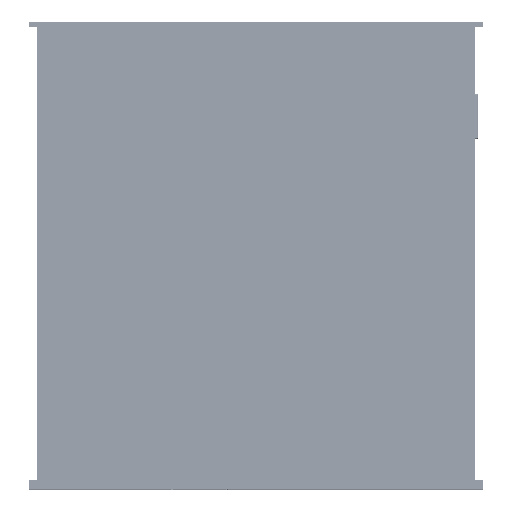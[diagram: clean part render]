
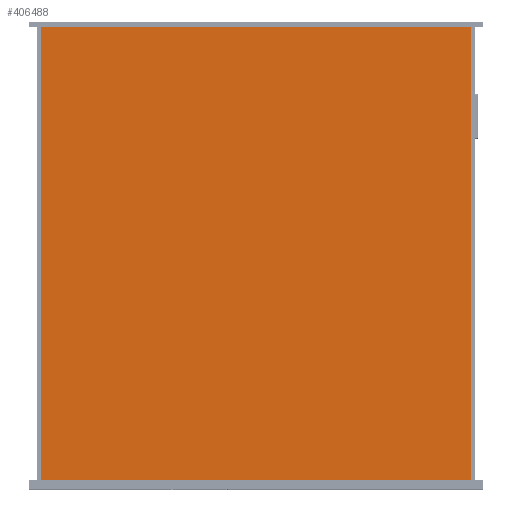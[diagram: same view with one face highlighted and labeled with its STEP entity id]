
A CAD part, top view. The second image highlights one B-rep face of the part: STEP entity #406488.
In plain terms, the highlighted free-form (B-spline) face has degree [1, 1] with [2, 2] control points.
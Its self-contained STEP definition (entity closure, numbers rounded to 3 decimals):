
#405953 = VERTEX_POINT('',#405954);
#405954 = CARTESIAN_POINT('',(159.875,616.301,
    393.541));
#405961 = EDGE_CURVE('',#405953,#405962,#405964,.T.);
#405962 = VERTEX_POINT('',#405963);
#405963 = CARTESIAN_POINT('',(159.875,621.629,
    393.541));
#405964 = B_SPLINE_CURVE_WITH_KNOTS('',1,(#405965,#405966),
  .UNSPECIFIED.,.F.,.F.,(2,2),(1.,5.),.PIECEWISE_BEZIER_KNOTS.);
#405965 = CARTESIAN_POINT('',(159.875,616.301,
    393.541));
#405966 = CARTESIAN_POINT('',(159.875,621.629,
    393.541));
#405988 = EDGE_CURVE('',#405962,#405989,#405991,.T.);
#405989 = VERTEX_POINT('',#405990);
#405990 = CARTESIAN_POINT('',(225.762,621.629,
    393.541));
#405991 = B_SPLINE_CURVE_WITH_KNOTS('',1,(#405992,#405993),
  .UNSPECIFIED.,.F.,.F.,(2,2),(152.249,201.714),
  .PIECEWISE_BEZIER_KNOTS.);
#405992 = CARTESIAN_POINT('',(159.875,621.629,
    393.541));
#405993 = CARTESIAN_POINT('',(225.762,621.629,
    393.541));
#406019 = VERTEX_POINT('',#406020);
#406020 = CARTESIAN_POINT('',(-213.082,616.301,
    393.541));
#406033 = VERTEX_POINT('',#406034);
#406034 = CARTESIAN_POINT('',(-213.082,621.629,
    393.541));
#406039 = EDGE_CURVE('',#406019,#406033,#406040,.T.);
#406040 = B_SPLINE_CURVE_WITH_KNOTS('',1,(#406041,#406042),
  .UNSPECIFIED.,.F.,.F.,(2,2),(1.,5.),.PIECEWISE_BEZIER_KNOTS.);
#406041 = CARTESIAN_POINT('',(-213.082,616.301,
    393.541));
#406042 = CARTESIAN_POINT('',(-213.082,621.629,
    393.541));
#406052 = EDGE_CURVE('',#406053,#406033,#406055,.T.);
#406053 = VERTEX_POINT('',#406054);
#406054 = CARTESIAN_POINT('',(-279.014,621.629,
    393.541));
#406055 = B_SPLINE_CURVE_WITH_KNOTS('',1,(#406056,#406057),
  .UNSPECIFIED.,.F.,.F.,(2,2),(-12.249,37.249),
  .PIECEWISE_BEZIER_KNOTS.);
#406056 = CARTESIAN_POINT('',(-279.014,621.629,
    393.541));
#406057 = CARTESIAN_POINT('',(-213.082,621.629,
    393.541));
#406083 = VERTEX_POINT('',#406084);
#406084 = CARTESIAN_POINT('',(26.676,616.301,
    393.541));
#406097 = VERTEX_POINT('',#406098);
#406098 = CARTESIAN_POINT('',(26.676,621.629,
    393.541));
#406103 = EDGE_CURVE('',#406083,#406097,#406104,.T.);
#406104 = B_SPLINE_CURVE_WITH_KNOTS('',1,(#406105,#406106),
  .UNSPECIFIED.,.F.,.F.,(2,2),(1.,5.),.PIECEWISE_BEZIER_KNOTS.);
#406105 = CARTESIAN_POINT('',(26.676,616.301,
    393.541));
#406106 = CARTESIAN_POINT('',(26.676,621.629,
    393.541));
#406117 = VERTEX_POINT('',#406118);
#406118 = CARTESIAN_POINT('',(-79.883,616.301,
    393.541));
#406125 = EDGE_CURVE('',#406117,#406126,#406128,.T.);
#406126 = VERTEX_POINT('',#406127);
#406127 = CARTESIAN_POINT('',(-79.883,621.629,
    393.541));
#406128 = B_SPLINE_CURVE_WITH_KNOTS('',1,(#406129,#406130),
  .UNSPECIFIED.,.F.,.F.,(2,2),(1.,5.),.PIECEWISE_BEZIER_KNOTS.);
#406129 = CARTESIAN_POINT('',(-79.883,616.301,
    393.541));
#406130 = CARTESIAN_POINT('',(-79.883,621.629,
    393.541));
#406152 = EDGE_CURVE('',#406126,#406097,#406153,.T.);
#406153 = B_SPLINE_CURVE_WITH_KNOTS('',1,(#406154,#406155),
  .UNSPECIFIED.,.F.,.F.,(2,2),(54.749,134.749),
  .PIECEWISE_BEZIER_KNOTS.);
#406154 = CARTESIAN_POINT('',(-79.883,621.629,
    393.541));
#406155 = CARTESIAN_POINT('',(26.676,621.629,
    393.541));
#406172 = EDGE_CURVE('',#406173,#405989,#406175,.T.);
#406173 = VERTEX_POINT('',#406174);
#406174 = CARTESIAN_POINT('',(225.762,72.849,
    393.541));
#406175 = B_SPLINE_CURVE_WITH_KNOTS('',1,(#406176,#406177),
  .UNSPECIFIED.,.F.,.F.,(2,2),(-8.,404.),.PIECEWISE_BEZIER_KNOTS.);
#406176 = CARTESIAN_POINT('',(225.762,72.849,
    393.541));
#406177 = CARTESIAN_POINT('',(225.762,621.629,
    393.541));
#406207 = EDGE_CURVE('',#406019,#406117,#406208,.T.);
#406208 = B_SPLINE_CURVE_WITH_KNOTS('',1,(#406209,#406210),
  .UNSPECIFIED.,.F.,.F.,(2,2),(49.499,149.499),
  .PIECEWISE_BEZIER_KNOTS.);
#406209 = CARTESIAN_POINT('',(-213.082,616.301,
    393.541));
#406210 = CARTESIAN_POINT('',(-79.883,616.301,
    393.541));
#406221 = EDGE_CURVE('',#406083,#405953,#406222,.T.);
#406222 = B_SPLINE_CURVE_WITH_KNOTS('',1,(#406223,#406224),
  .UNSPECIFIED.,.F.,.F.,(2,2),(229.499,329.499),
  .PIECEWISE_BEZIER_KNOTS.);
#406223 = CARTESIAN_POINT('',(26.676,616.301,
    393.541));
#406224 = CARTESIAN_POINT('',(159.875,616.301,
    393.541));
#406248 = VERTEX_POINT('',#406249);
#406249 = CARTESIAN_POINT('',(-279.014,72.849,
    393.541));
#406254 = EDGE_CURVE('',#406248,#406053,#406255,.T.);
#406255 = B_SPLINE_CURVE_WITH_KNOTS('',1,(#406256,#406257),
  .UNSPECIFIED.,.F.,.F.,(2,2),(-407.,5.),.PIECEWISE_BEZIER_KNOTS.);
#406256 = CARTESIAN_POINT('',(-279.014,72.849,
    393.541));
#406257 = CARTESIAN_POINT('',(-279.014,621.629,
    393.541));
#406271 = VERTEX_POINT('',#406272);
#406272 = CARTESIAN_POINT('',(186.515,83.505,
    393.541));
#406285 = VERTEX_POINT('',#406286);
#406286 = CARTESIAN_POINT('',(186.515,72.849,
    393.541));
#406291 = EDGE_CURVE('',#406271,#406285,#406292,.T.);
#406292 = B_SPLINE_CURVE_WITH_KNOTS('',1,(#406293,#406294),
  .UNSPECIFIED.,.F.,.F.,(2,2),(0.,8.),.PIECEWISE_BEZIER_KNOTS.);
#406293 = CARTESIAN_POINT('',(186.515,83.505,
    393.541));
#406294 = CARTESIAN_POINT('',(186.515,72.849,
    393.541));
#406310 = EDGE_CURVE('',#406173,#406285,#406311,.T.);
#406311 = B_SPLINE_CURVE_WITH_KNOTS('',1,(#406312,#406313),
  .UNSPECIFIED.,.F.,.F.,(2,2),(-378.964,-349.499),
  .PIECEWISE_BEZIER_KNOTS.);
#406312 = CARTESIAN_POINT('',(225.762,72.849,
    393.541));
#406313 = CARTESIAN_POINT('',(186.515,72.849,
    393.541));
#406325 = VERTEX_POINT('',#406326);
#406326 = CARTESIAN_POINT('',(26.676,83.505,
    393.541));
#406333 = EDGE_CURVE('',#406325,#406334,#406336,.T.);
#406334 = VERTEX_POINT('',#406335);
#406335 = CARTESIAN_POINT('',(26.676,72.849,
    393.541));
#406336 = B_SPLINE_CURVE_WITH_KNOTS('',1,(#406337,#406338),
  .UNSPECIFIED.,.F.,.F.,(2,2),(0.,8.),.PIECEWISE_BEZIER_KNOTS.);
#406337 = CARTESIAN_POINT('',(26.676,83.505,
    393.541));
#406338 = CARTESIAN_POINT('',(26.676,72.849,
    393.541));
#406363 = VERTEX_POINT('',#406364);
#406364 = CARTESIAN_POINT('',(-79.883,83.505,
    393.541));
#406377 = VERTEX_POINT('',#406378);
#406378 = CARTESIAN_POINT('',(-79.883,72.849,
    393.541));
#406383 = EDGE_CURVE('',#406363,#406377,#406384,.T.);
#406384 = B_SPLINE_CURVE_WITH_KNOTS('',1,(#406385,#406386),
  .UNSPECIFIED.,.F.,.F.,(2,2),(0.,8.),.PIECEWISE_BEZIER_KNOTS.);
#406385 = CARTESIAN_POINT('',(-79.883,83.505,
    393.541));
#406386 = CARTESIAN_POINT('',(-79.883,72.849,
    393.541));
#406403 = EDGE_CURVE('',#406334,#406377,#406404,.T.);
#406404 = B_SPLINE_CURVE_WITH_KNOTS('',1,(#406405,#406406),
  .UNSPECIFIED.,.F.,.F.,(2,2),(-229.499,-149.499),
  .PIECEWISE_BEZIER_KNOTS.);
#406405 = CARTESIAN_POINT('',(26.676,72.849,
    393.541));
#406406 = CARTESIAN_POINT('',(-79.883,72.849,
    393.541));
#406417 = EDGE_CURVE('',#406418,#406363,#406420,.T.);
#406418 = VERTEX_POINT('',#406419);
#406419 = CARTESIAN_POINT('',(-239.722,83.505,
    393.541));
#406420 = B_SPLINE_CURVE_WITH_KNOTS('',1,(#406421,#406422),
  .UNSPECIFIED.,.F.,.F.,(2,2),(29.499,149.499),
  .PIECEWISE_BEZIER_KNOTS.);
#406421 = CARTESIAN_POINT('',(-239.722,83.505,
    393.541));
#406422 = CARTESIAN_POINT('',(-79.883,83.505,
    393.541));
#406445 = EDGE_CURVE('',#406418,#406446,#406448,.T.);
#406446 = VERTEX_POINT('',#406447);
#406447 = CARTESIAN_POINT('',(-239.722,72.849,
    393.541));
#406448 = B_SPLINE_CURVE_WITH_KNOTS('',1,(#406449,#406450),
  .UNSPECIFIED.,.F.,.F.,(2,2),(0.,8.),.PIECEWISE_BEZIER_KNOTS.);
#406449 = CARTESIAN_POINT('',(-239.722,83.505,
    393.541));
#406450 = CARTESIAN_POINT('',(-239.722,72.849,
    393.541));
#406479 = EDGE_CURVE('',#406446,#406248,#406480,.T.);
#406480 = B_SPLINE_CURVE_WITH_KNOTS('',1,(#406481,#406482),
  .UNSPECIFIED.,.F.,.F.,(2,2),(-29.499,0.),
  .PIECEWISE_BEZIER_KNOTS.);
#406481 = CARTESIAN_POINT('',(-239.722,72.849,
    393.541));
#406482 = CARTESIAN_POINT('',(-279.014,72.849,
    393.541));
#406488 = ADVANCED_FACE('',(#406489),#406515,.T.);
#406489 = FACE_BOUND('',#406490,.T.);
#406490 = EDGE_LOOP('',(#406491,#406492,#406493,#406494,#406495,#406496,
    #406497,#406498,#406499,#406500,#406501,#406502,#406503,#406504,
    #406505,#406510,#406511,#406512,#406513,#406514));
#406491 = ORIENTED_EDGE('',*,*,#406221,.F.);
#406492 = ORIENTED_EDGE('',*,*,#406103,.T.);
#406493 = ORIENTED_EDGE('',*,*,#406152,.F.);
#406494 = ORIENTED_EDGE('',*,*,#406125,.F.);
#406495 = ORIENTED_EDGE('',*,*,#406207,.F.);
#406496 = ORIENTED_EDGE('',*,*,#406039,.T.);
#406497 = ORIENTED_EDGE('',*,*,#406052,.F.);
#406498 = ORIENTED_EDGE('',*,*,#406254,.F.);
#406499 = ORIENTED_EDGE('',*,*,#406479,.F.);
#406500 = ORIENTED_EDGE('',*,*,#406445,.F.);
#406501 = ORIENTED_EDGE('',*,*,#406417,.T.);
#406502 = ORIENTED_EDGE('',*,*,#406383,.T.);
#406503 = ORIENTED_EDGE('',*,*,#406403,.F.);
#406504 = ORIENTED_EDGE('',*,*,#406333,.F.);
#406505 = ORIENTED_EDGE('',*,*,#406506,.T.);
#406506 = EDGE_CURVE('',#406325,#406271,#406507,.T.);
#406507 = B_SPLINE_CURVE_WITH_KNOTS('',1,(#406508,#406509),
  .UNSPECIFIED.,.F.,.F.,(2,2),(229.499,349.499),
  .PIECEWISE_BEZIER_KNOTS.);
#406508 = CARTESIAN_POINT('',(26.676,83.505,
    393.541));
#406509 = CARTESIAN_POINT('',(186.515,83.505,
    393.541));
#406510 = ORIENTED_EDGE('',*,*,#406291,.T.);
#406511 = ORIENTED_EDGE('',*,*,#406310,.F.);
#406512 = ORIENTED_EDGE('',*,*,#406172,.T.);
#406513 = ORIENTED_EDGE('',*,*,#405988,.F.);
#406514 = ORIENTED_EDGE('',*,*,#405961,.F.);
#406515 = B_SPLINE_SURFACE_WITH_KNOTS('',1,1,(
    (#406516,#406517)
    ,(#406518,#406519
    )),.UNSPECIFIED.,.F.,.F.,.F.,(2,2),(2,2),(0.,
    378.964),(-8.,404.),.PIECEWISE_BEZIER_KNOTS.);
#406516 = CARTESIAN_POINT('',(-279.014,72.849,
    393.541));
#406517 = CARTESIAN_POINT('',(-279.014,621.629,
    393.541));
#406518 = CARTESIAN_POINT('',(225.762,72.849,
    393.541));
#406519 = CARTESIAN_POINT('',(225.762,621.629,
    393.541));
